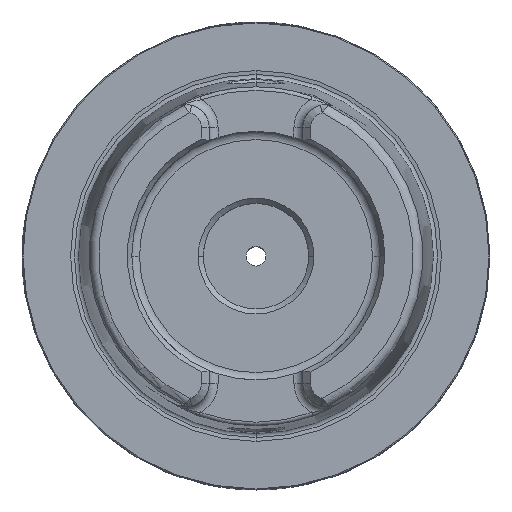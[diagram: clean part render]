
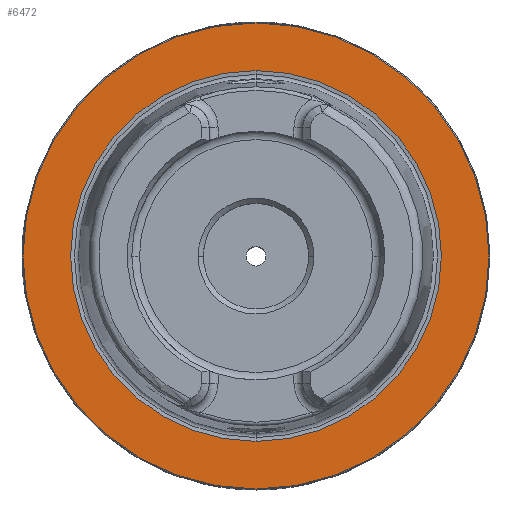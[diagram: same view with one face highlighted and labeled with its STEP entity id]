
A CAD part, top view. The second image highlights one B-rep face of the part: STEP entity #6472.
In plain terms, the highlighted planar face has unit normal (0, 0, 1).
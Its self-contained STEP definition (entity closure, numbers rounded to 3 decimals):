
#87 = DIRECTION ( 'NONE',  ( 0., 0., -1. ) ) ;
#184 = ORIENTED_EDGE ( 'NONE', *, *, #4414, .T. ) ;
#741 = AXIS2_PLACEMENT_3D ( 'NONE', #9147, #3446, #10101 ) ;
#1179 = DIRECTION ( 'NONE',  ( 0., 0., 1. ) ) ;
#1276 = ORIENTED_EDGE ( 'NONE', *, *, #5838, .T. ) ;
#1279 = AXIS2_PLACEMENT_3D ( 'NONE', #10783, #5077, #11647 ) ;
#1975 = CARTESIAN_POINT ( 'NONE',  ( 0., 49.965, 0. ) ) ;
#2168 = EDGE_LOOP ( 'NONE', ( #184, #9443 ) ) ;
#2359 = CIRCLE ( 'NONE', #1279, 39.59 ) ;
#2395 = CARTESIAN_POINT ( 'NONE',  ( 0., -39.59, 0. ) ) ;
#2929 = DIRECTION ( 'NONE',  ( 0., -1., 0. ) ) ;
#3446 = DIRECTION ( 'NONE',  ( 0., 0., 1. ) ) ;
#3593 = VERTEX_POINT ( 'NONE', #5198 ) ;
#4414 = EDGE_CURVE ( 'NONE', #3593, #8612, #5302, .T. ) ;
#4528 = CARTESIAN_POINT ( 'NONE',  ( 0., 49.765, 0. ) ) ;
#4544 = ORIENTED_EDGE ( 'NONE', *, *, #11681, .T. ) ;
#4547 = FACE_OUTER_BOUND ( 'NONE', #2168, .T. ) ;
#4844 = EDGE_CURVE ( 'NONE', #8612, #3593, #7740, .T. ) ;
#5077 = DIRECTION ( 'NONE',  ( 0., 0., -1. ) ) ;
#5198 = CARTESIAN_POINT ( 'NONE',  ( 0., -49.765, 0. ) ) ;
#5302 = CIRCLE ( 'NONE', #741, 49.765 ) ;
#5702 = CARTESIAN_POINT ( 'NONE',  ( 0., 0., 0. ) ) ;
#5838 = EDGE_CURVE ( 'NONE', #10963, #9585, #2359, .T. ) ;
#6107 = AXIS2_PLACEMENT_3D ( 'NONE', #5702, #87, #6704 ) ;
#6472 = ADVANCED_FACE ( 'NONE', ( #4547, #12020 ), #7584, .T. ) ;
#6529 = CARTESIAN_POINT ( 'NONE',  ( 0., 39.59, 0. ) ) ;
#6704 = DIRECTION ( 'NONE',  ( 0., 1., 0. ) ) ;
#6838 = CARTESIAN_POINT ( 'NONE',  ( 0., 0., 0. ) ) ;
#7090 = CIRCLE ( 'NONE', #6107, 39.59 ) ;
#7584 = PLANE ( 'NONE',  #7807 ) ;
#7740 = CIRCLE ( 'NONE', #10847, 49.765 ) ;
#7807 = AXIS2_PLACEMENT_3D ( 'NONE', #1975, #8638, #2929 ) ;
#7810 = DIRECTION ( 'NONE',  ( 0., -1., 0. ) ) ;
#8612 = VERTEX_POINT ( 'NONE', #4528 ) ;
#8638 = DIRECTION ( 'NONE',  ( 0., 0., 1. ) ) ;
#9147 = CARTESIAN_POINT ( 'NONE',  ( 0., 0., 0. ) ) ;
#9443 = ORIENTED_EDGE ( 'NONE', *, *, #4844, .T. ) ;
#9585 = VERTEX_POINT ( 'NONE', #6529 ) ;
#10101 = DIRECTION ( 'NONE',  ( 0., -1., 0. ) ) ;
#10744 = EDGE_LOOP ( 'NONE', ( #1276, #4544 ) ) ;
#10783 = CARTESIAN_POINT ( 'NONE',  ( 0., 0., 0. ) ) ;
#10847 = AXIS2_PLACEMENT_3D ( 'NONE', #6838, #1179, #7810 ) ;
#10963 = VERTEX_POINT ( 'NONE', #2395 ) ;
#11647 = DIRECTION ( 'NONE',  ( 0., 1., 0. ) ) ;
#11681 = EDGE_CURVE ( 'NONE', #9585, #10963, #7090, .T. ) ;
#12020 = FACE_BOUND ( 'NONE', #10744, .T. ) ;
